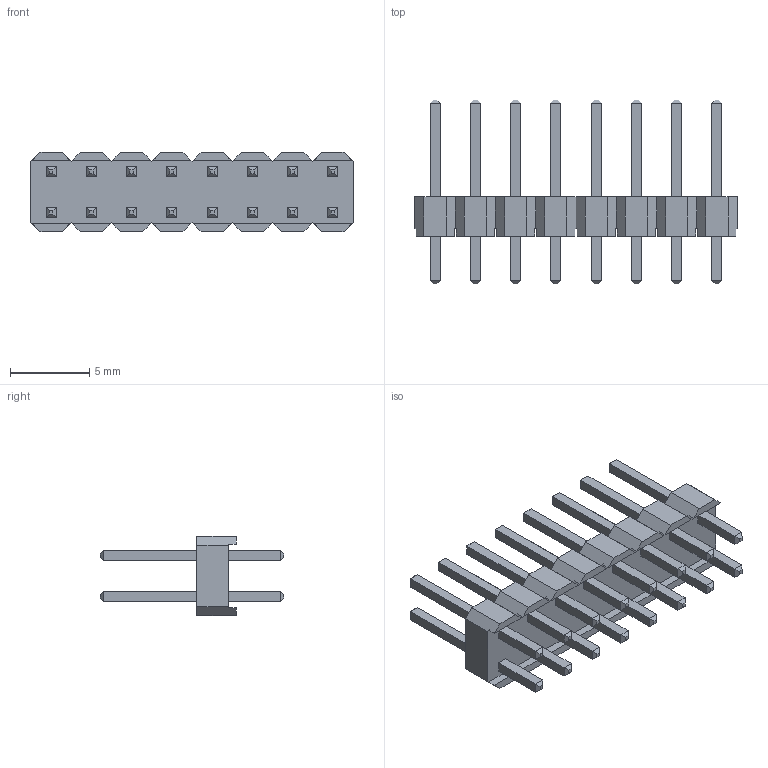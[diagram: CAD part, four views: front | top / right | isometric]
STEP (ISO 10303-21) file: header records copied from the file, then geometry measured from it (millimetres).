
FILE_DESCRIPTION (( 'STEP AP214' ), '1' );
FILE_NAME ('User Library-PLD-16.STEP', '2019-02-04T20:38:01', ( '' ), ( '' ), 'SwSTEP 2.0', 'SolidWorks 2019', '' );
FILE_SCHEMA (( 'AUTOMOTIVE_DESIGN' ));
Length unit declared in the file: millimetre
Products named in the file (1): User Library-PLD-16
Bounding box: 20.32 x 11.6 x 5 mm (x, y, z)
Volume: 262 mm3; surface area: 727.8 mm2
Topology: 1 solids, 1 shells, 372 faces, 886 edges, 548 vertices
Faces by surface type: plane 372
Entity records: 14472 total; most frequent: CARTESIAN_POINT 1807, ORIENTED_EDGE 1772, DIRECTION 1632, LINE 886, VECTOR 886, EDGE_CURVE 886, VERTEX_POINT 548, EDGE_LOOP 404
